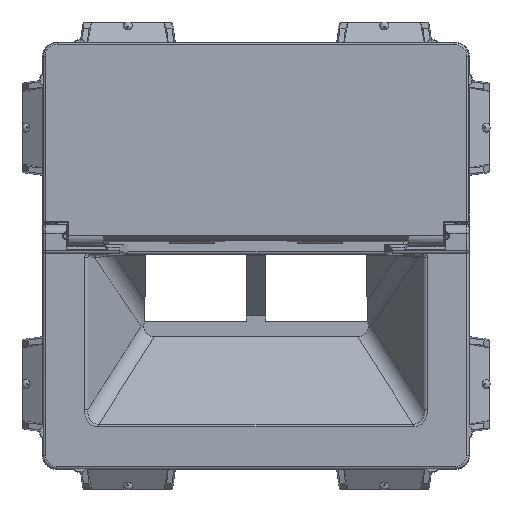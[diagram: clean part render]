
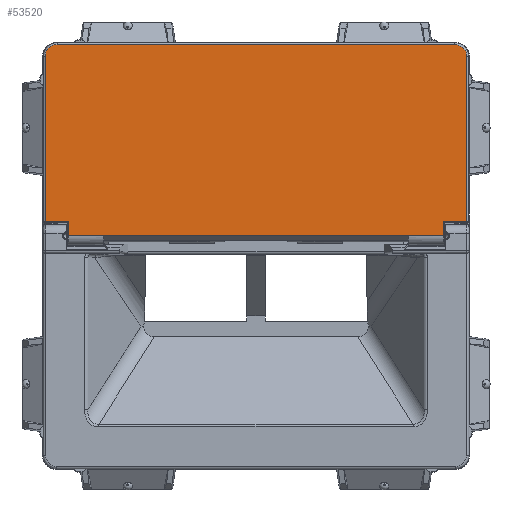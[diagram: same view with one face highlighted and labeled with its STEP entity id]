
A CAD part, top view. The second image highlights one B-rep face of the part: STEP entity #53520.
In plain terms, the highlighted planar face has unit normal (0, 0, 1).
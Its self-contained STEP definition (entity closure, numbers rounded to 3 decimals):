
#53405=AXIS2_PLACEMENT_3D('Plane Axis2P3D',#53402,#53403,#53404) ;
#53324=CARTESIAN_POINT('Vertex',(23.44,4.26,10.3)) ;
#53328=CARTESIAN_POINT('Control Point',(23.44,4.26,10.3)) ;
#53329=CARTESIAN_POINT('Control Point',(23.44,2.5,10.3)) ;
#53330=CARTESIAN_POINT('Vertex',(23.44,2.5,10.3)) ;
#53402=CARTESIAN_POINT('Axis2P3D Location',(-26.51,0.,10.3)) ;
#53407=CARTESIAN_POINT('Line Origine',(24.877,4.26,10.3)) ;
#53411=CARTESIAN_POINT('Vertex',(26.313,4.26,10.3)) ;
#53414=CARTESIAN_POINT('Line Origine',(26.313,14.562,10.3)) ;
#53418=CARTESIAN_POINT('Vertex',(26.313,24.864,10.3)) ;
#53422=CARTESIAN_POINT('Control Point',(24.814,26.363,10.3)) ;
#53423=CARTESIAN_POINT('Control Point',(24.88,26.363,10.3)) ;
#53424=CARTESIAN_POINT('Control Point',(24.946,26.36,10.3)) ;
#53425=CARTESIAN_POINT('Control Point',(25.012,26.352,10.3)) ;
#53426=CARTESIAN_POINT('Control Point',(25.275,26.308,10.3)) ;
#53427=CARTESIAN_POINT('Control Point',(25.524,26.207,10.3)) ;
#53428=CARTESIAN_POINT('Control Point',(25.697,26.1,10.3)) ;
#53429=CARTESIAN_POINT('Control Point',(26.001,25.833,10.3)) ;
#53430=CARTESIAN_POINT('Control Point',(26.202,25.481,10.3)) ;
#53431=CARTESIAN_POINT('Control Point',(26.272,25.29,10.3)) ;
#53432=CARTESIAN_POINT('Control Point',(26.31,25.086,10.3)) ;
#53433=CARTESIAN_POINT('Control Point',(26.313,24.88,10.3)) ;
#53434=CARTESIAN_POINT('Control Point',(26.313,24.875,10.3)) ;
#53435=CARTESIAN_POINT('Control Point',(26.313,24.869,10.3)) ;
#53436=CARTESIAN_POINT('Control Point',(26.313,24.864,10.3)) ;
#53437=CARTESIAN_POINT('Vertex',(24.814,26.363,10.3)) ;
#53440=CARTESIAN_POINT('Line Origine',(0.,26.363,10.3)) ;
#53444=CARTESIAN_POINT('Vertex',(-24.814,26.363,10.3)) ;
#53448=CARTESIAN_POINT('Control Point',(-26.313,24.864,10.3)) ;
#53449=CARTESIAN_POINT('Control Point',(-26.313,24.93,10.3)) ;
#53450=CARTESIAN_POINT('Control Point',(-26.31,24.996,10.3)) ;
#53451=CARTESIAN_POINT('Control Point',(-26.302,25.062,10.3)) ;
#53452=CARTESIAN_POINT('Control Point',(-26.258,25.325,10.3)) ;
#53453=CARTESIAN_POINT('Control Point',(-26.157,25.574,10.3)) ;
#53454=CARTESIAN_POINT('Control Point',(-26.05,25.747,10.3)) ;
#53455=CARTESIAN_POINT('Control Point',(-25.783,26.051,10.3)) ;
#53456=CARTESIAN_POINT('Control Point',(-25.431,26.252,10.3)) ;
#53457=CARTESIAN_POINT('Control Point',(-25.24,26.322,10.3)) ;
#53458=CARTESIAN_POINT('Control Point',(-25.036,26.36,10.3)) ;
#53459=CARTESIAN_POINT('Control Point',(-24.83,26.363,10.3)) ;
#53460=CARTESIAN_POINT('Control Point',(-24.825,26.363,10.3)) ;
#53461=CARTESIAN_POINT('Control Point',(-24.819,26.363,10.3)) ;
#53462=CARTESIAN_POINT('Control Point',(-24.814,26.363,10.3)) ;
#53463=CARTESIAN_POINT('Vertex',(-26.313,24.864,10.3)) ;
#53466=CARTESIAN_POINT('Line Origine',(-26.313,14.562,10.3)) ;
#53470=CARTESIAN_POINT('Vertex',(-26.313,4.26,10.3)) ;
#53473=CARTESIAN_POINT('Line Origine',(-24.877,4.26,10.3)) ;
#53477=CARTESIAN_POINT('Vertex',(-23.44,4.26,10.3)) ;
#53480=CARTESIAN_POINT('Line Origine',(-23.44,3.38,10.3)) ;
#53484=CARTESIAN_POINT('Vertex',(-23.44,2.5,10.3)) ;
#53487=CARTESIAN_POINT('Line Origine',(-21.24,2.5,10.3)) ;
#53491=CARTESIAN_POINT('Vertex',(-19.04,2.5,10.3)) ;
#53494=CARTESIAN_POINT('Line Origine',(0.,2.5,10.3)) ;
#53498=CARTESIAN_POINT('Vertex',(19.04,2.5,10.3)) ;
#53501=CARTESIAN_POINT('Line Origine',(21.24,2.5,10.3)) ;
#53403=DIRECTION('Axis2P3D Direction',(0.,0.,1.)) ;
#53404=DIRECTION('Axis2P3D XDirection',(1.,0.,0.)) ;
#53408=DIRECTION('Vector Direction',(1.,0.,0.)) ;
#53415=DIRECTION('Vector Direction',(0.,1.,0.)) ;
#53441=DIRECTION('Vector Direction',(1.,0.,0.)) ;
#53467=DIRECTION('Vector Direction',(0.,1.,0.)) ;
#53474=DIRECTION('Vector Direction',(1.,0.,0.)) ;
#53481=DIRECTION('Vector Direction',(0.,-1.,0.)) ;
#53488=DIRECTION('Vector Direction',(1.,0.,0.)) ;
#53495=DIRECTION('Vector Direction',(1.,0.,0.)) ;
#53502=DIRECTION('Vector Direction',(1.,0.,0.)) ;
#53409=VECTOR('Line Direction',#53408,1.) ;
#53416=VECTOR('Line Direction',#53415,1.) ;
#53442=VECTOR('Line Direction',#53441,1.) ;
#53468=VECTOR('Line Direction',#53467,1.) ;
#53475=VECTOR('Line Direction',#53474,1.) ;
#53482=VECTOR('Line Direction',#53481,1.) ;
#53489=VECTOR('Line Direction',#53488,1.) ;
#53496=VECTOR('Line Direction',#53495,1.) ;
#53503=VECTOR('Line Direction',#53502,1.) ;
#53507=ORIENTED_EDGE('',*,*,#53413,.F.) ;
#53508=ORIENTED_EDGE('',*,*,#53420,.T.) ;
#53509=ORIENTED_EDGE('',*,*,#53439,.T.) ;
#53510=ORIENTED_EDGE('',*,*,#53446,.T.) ;
#53511=ORIENTED_EDGE('',*,*,#53465,.T.) ;
#53512=ORIENTED_EDGE('',*,*,#53472,.T.) ;
#53513=ORIENTED_EDGE('',*,*,#53479,.F.) ;
#53514=ORIENTED_EDGE('',*,*,#53486,.T.) ;
#53515=ORIENTED_EDGE('',*,*,#53493,.T.) ;
#53516=ORIENTED_EDGE('',*,*,#53500,.T.) ;
#53517=ORIENTED_EDGE('',*,*,#53505,.T.) ;
#53518=ORIENTED_EDGE('',*,*,#53332,.T.) ;
#53520=ADVANCED_FACE('PartBody',(#53519),#53406,.T.) ;
#53327=B_SPLINE_CURVE_WITH_KNOTS('',1,(#53328,#53329),.UNSPECIFIED.,.F.,.U.,(2,2),(-0.88,0.88),.UNSPECIFIED.) ;
#53421=B_SPLINE_CURVE_WITH_KNOTS('',5,(#53422,#53423,#53424,#53425,#53426,#53427,#53428,#53429,#53430,#53431,#53432,#53433,#53434,#53435,#53436),.UNSPECIFIED.,.F.,.U.,(6,3,3,3,6),(5.343,5.844,7.353,8.862,8.904),.UNSPECIFIED.) ;
#53447=B_SPLINE_CURVE_WITH_KNOTS('',5,(#53448,#53449,#53450,#53451,#53452,#53453,#53454,#53455,#53456,#53457,#53458,#53459,#53460,#53461,#53462),.UNSPECIFIED.,.F.,.U.,(6,3,3,3,6),(5.343,5.844,7.353,8.862,8.904),.UNSPECIFIED.) ;
#53332=EDGE_CURVE('',#53331,#53325,#53327,.F.) ;
#53413=EDGE_CURVE('',#53412,#53325,#53410,.F.) ;
#53420=EDGE_CURVE('',#53412,#53419,#53417,.T.) ;
#53439=EDGE_CURVE('',#53419,#53438,#53421,.F.) ;
#53446=EDGE_CURVE('',#53438,#53445,#53443,.F.) ;
#53465=EDGE_CURVE('',#53445,#53464,#53447,.F.) ;
#53472=EDGE_CURVE('',#53464,#53471,#53469,.F.) ;
#53479=EDGE_CURVE('',#53478,#53471,#53476,.F.) ;
#53486=EDGE_CURVE('',#53478,#53485,#53483,.T.) ;
#53493=EDGE_CURVE('',#53485,#53492,#53490,.T.) ;
#53500=EDGE_CURVE('',#53492,#53499,#53497,.T.) ;
#53505=EDGE_CURVE('',#53499,#53331,#53504,.T.) ;
#53506=EDGE_LOOP('',(#53507,#53508,#53509,#53510,#53511,#53512,#53513,#53514,#53515,#53516,#53517,#53518)) ;
#53519=FACE_OUTER_BOUND('',#53506,.T.) ;
#53410=LINE('Line',#53407,#53409) ;
#53417=LINE('Line',#53414,#53416) ;
#53443=LINE('Line',#53440,#53442) ;
#53469=LINE('Line',#53466,#53468) ;
#53476=LINE('Line',#53473,#53475) ;
#53483=LINE('Line',#53480,#53482) ;
#53490=LINE('Line',#53487,#53489) ;
#53497=LINE('Line',#53494,#53496) ;
#53504=LINE('Line',#53501,#53503) ;
#53406=PLANE('',#53405) ;
#53325=VERTEX_POINT('',#53324) ;
#53331=VERTEX_POINT('',#53330) ;
#53412=VERTEX_POINT('',#53411) ;
#53419=VERTEX_POINT('',#53418) ;
#53438=VERTEX_POINT('',#53437) ;
#53445=VERTEX_POINT('',#53444) ;
#53464=VERTEX_POINT('',#53463) ;
#53471=VERTEX_POINT('',#53470) ;
#53478=VERTEX_POINT('',#53477) ;
#53485=VERTEX_POINT('',#53484) ;
#53492=VERTEX_POINT('',#53491) ;
#53499=VERTEX_POINT('',#53498) ;
